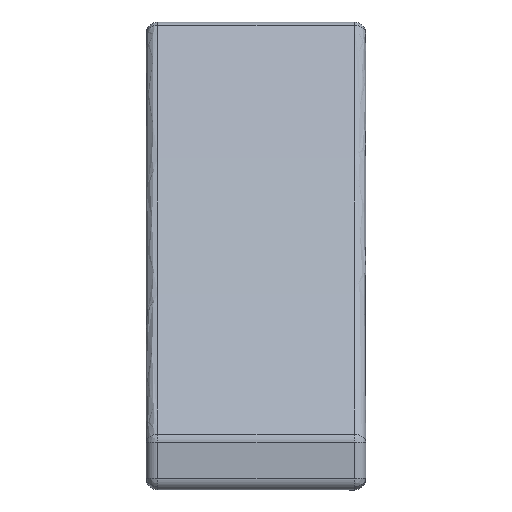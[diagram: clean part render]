
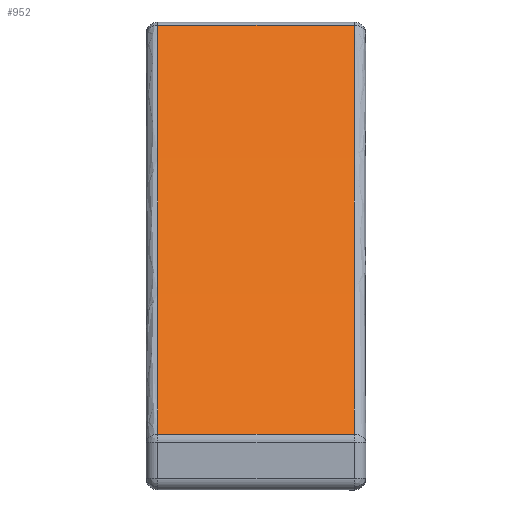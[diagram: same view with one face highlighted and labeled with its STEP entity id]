
A CAD part, front view. The second image highlights one B-rep face of the part: STEP entity #952.
In plain terms, the highlighted cylindrical face has radius 1258.36 mm (diameter 2516.71 mm), a partial arc.
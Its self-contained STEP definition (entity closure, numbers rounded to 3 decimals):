
#70 = EDGE_CURVE ( 'NONE', #1865, #541, #2057, .T. ) ;
#92 = VERTEX_POINT ( 'NONE', #252 ) ;
#95 = CARTESIAN_POINT ( 'NONE',  ( -16.75, 886.256, -886.256 ) ) ;
#163 = ORIENTED_EDGE ( 'NONE', *, *, #70, .T. ) ;
#251 = CIRCLE ( 'NONE', #1581, 1258.355 ) ;
#252 = CARTESIAN_POINT ( 'NONE',  ( 16.75, 32.063, 37.763 ) ) ;
#369 = VECTOR ( 'NONE', #468, 1000. ) ;
#415 = FACE_OUTER_BOUND ( 'NONE', #918, .T. ) ;
#468 = DIRECTION ( 'NONE',  ( 1., 0., 0. ) ) ;
#541 = VERTEX_POINT ( 'NONE', #1237 ) ;
#562 = CARTESIAN_POINT ( 'NONE',  ( 18.75, 32.063, 37.763 ) ) ;
#570 = CYLINDRICAL_SURFACE ( 'NONE', #1390, 1258.355 ) ;
#664 = CARTESIAN_POINT ( 'NONE',  ( 18.75, 886.256, -886.256 ) ) ;
#702 = LINE ( 'NONE', #562, #1587 ) ;
#712 = ORIENTED_EDGE ( 'NONE', *, *, #1908, .T. ) ;
#847 = DIRECTION ( 'NONE',  ( 0., 0., 1. ) ) ;
#916 = ORIENTED_EDGE ( 'NONE', *, *, #1369, .T. ) ;
#918 = EDGE_LOOP ( 'NONE', ( #712, #916, #163, #1019 ) ) ;
#952 = ADVANCED_FACE ( 'NONE', ( #415 ), #570, .T. ) ;
#1019 = ORIENTED_EDGE ( 'NONE', *, *, #1702, .T. ) ;
#1047 = DIRECTION ( 'NONE',  ( -1., 0., 0. ) ) ;
#1068 = DIRECTION ( 'NONE',  ( 0., 0., 1. ) ) ;
#1115 = CARTESIAN_POINT ( 'NONE',  ( 16.75, -37.763, -32.063 ) ) ;
#1237 = CARTESIAN_POINT ( 'NONE',  ( -16.75, -37.763, -32.063 ) ) ;
#1296 = AXIS2_PLACEMENT_3D ( 'NONE', #95, #1686, #1068 ) ;
#1308 = LINE ( 'NONE', #1427, #369 ) ;
#1369 = EDGE_CURVE ( 'NONE', #92, #1865, #702, .T. ) ;
#1390 = AXIS2_PLACEMENT_3D ( 'NONE', #664, #1972, #847 ) ;
#1427 = CARTESIAN_POINT ( 'NONE',  ( 18.75, -37.763, -32.063 ) ) ;
#1581 = AXIS2_PLACEMENT_3D ( 'NONE', #1880, #1694, #2026 ) ;
#1587 = VECTOR ( 'NONE', #1047, 1000. ) ;
#1686 = DIRECTION ( 'NONE',  ( 1., 0., 0. ) ) ;
#1694 = DIRECTION ( 'NONE',  ( -1., 0., 0. ) ) ;
#1702 = EDGE_CURVE ( 'NONE', #541, #2033, #1308, .T. ) ;
#1735 = CARTESIAN_POINT ( 'NONE',  ( -16.75, 32.063, 37.763 ) ) ;
#1865 = VERTEX_POINT ( 'NONE', #1735 ) ;
#1880 = CARTESIAN_POINT ( 'NONE',  ( 16.75, 886.256, -886.256 ) ) ;
#1908 = EDGE_CURVE ( 'NONE', #2033, #92, #251, .T. ) ;
#1972 = DIRECTION ( 'NONE',  ( -1., 0., 0. ) ) ;
#2026 = DIRECTION ( 'NONE',  ( 0., 0., 1. ) ) ;
#2033 = VERTEX_POINT ( 'NONE', #1115 ) ;
#2057 = CIRCLE ( 'NONE', #1296, 1258.355 ) ;
